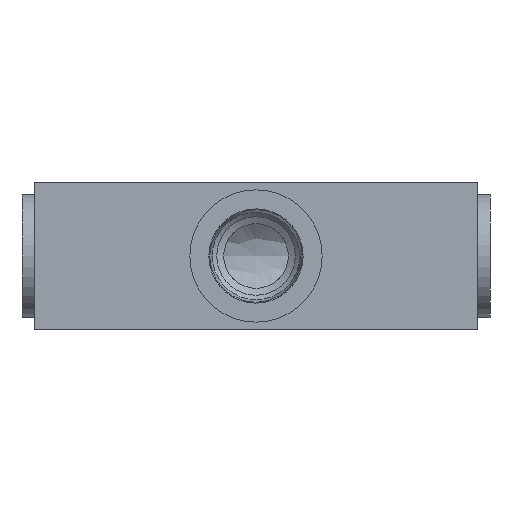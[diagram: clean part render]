
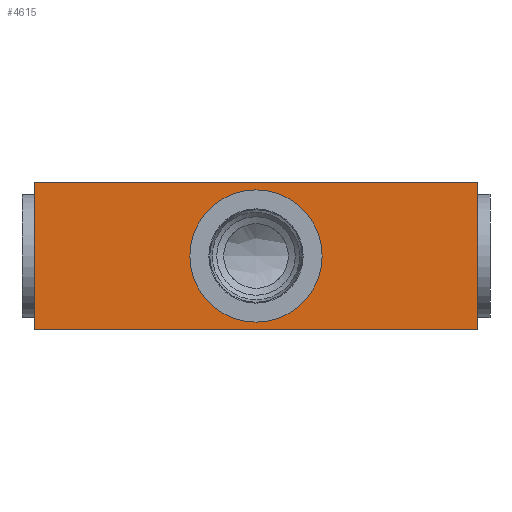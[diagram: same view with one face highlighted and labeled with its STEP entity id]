
A CAD part, front view. The second image highlights one B-rep face of the part: STEP entity #4615.
In plain terms, the highlighted planar face has unit normal (0, -1, 0).
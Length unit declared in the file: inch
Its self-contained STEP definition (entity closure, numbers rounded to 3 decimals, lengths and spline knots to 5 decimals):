
#2743=CARTESIAN_POINT('',(0.0,0.0,0.75));
#2744=VERTEX_POINT('',#2743);
#2751=CARTESIAN_POINT('',(4.5,0.0,0.75));
#2752=VERTEX_POINT('',#2751);
#2753=CARTESIAN_POINT('',(4.5,0.0,0.75));
#2754=DIRECTION('',(-1.0,0.0,0.0));
#2755=VECTOR('',#2754,4.5);
#2756=LINE('',#2753,#2755);
#2757=EDGE_CURVE('',#2752,#2744,#2756,.T.);
#3153=CARTESIAN_POINT('',(2.922,0.0,0.));
#3154=VERTEX_POINT('',#3153);
#3155=CARTESIAN_POINT('',(2.25,0.0,0.0));
#3156=DIRECTION('',(0.0,1.0,0.0));
#3157=DIRECTION('',(-1.0,0.0,0.0));
#3158=AXIS2_PLACEMENT_3D('',#3155,#3156,#3157);
#3159=CIRCLE('',#3158,0.672);
#3160=EDGE_CURVE('',#3154,#3154,#3159,.T.);
#3856=CARTESIAN_POINT('',(0.0,0.0,-0.75));
#3857=VERTEX_POINT('',#3856);
#3864=CARTESIAN_POINT('',(0.0,0.0,0.75));
#3865=DIRECTION('',(0.0,0.0,-1.0));
#3866=VECTOR('',#3865,1.5);
#3867=LINE('',#3864,#3866);
#3868=EDGE_CURVE('',#2744,#3857,#3867,.T.);
#4137=CARTESIAN_POINT('',(4.5,0.0,-0.75));
#4138=VERTEX_POINT('',#4137);
#4139=CARTESIAN_POINT('',(4.5,0.0,-0.75));
#4140=DIRECTION('',(0.0,0.0,1.0));
#4141=VECTOR('',#4140,1.5);
#4142=LINE('',#4139,#4141);
#4143=EDGE_CURVE('',#4138,#2752,#4142,.T.);
#4203=CARTESIAN_POINT('',(0.0,0.0,-0.75));
#4204=DIRECTION('',(1.0,0.0,0.0));
#4205=VECTOR('',#4204,4.5);
#4206=LINE('',#4203,#4205);
#4207=EDGE_CURVE('',#3857,#4138,#4206,.T.);
#4601=CARTESIAN_POINT('',(4.5,0.0,0.0));
#4602=DIRECTION('',(0.0,-1.0,0.0));
#4603=DIRECTION('',(0.0,0.0,-1.0));
#4604=AXIS2_PLACEMENT_3D('',#4601,#4602,#4603);
#4605=PLANE('',#4604);
#4606=ORIENTED_EDGE('',*,*,#2757,.T.);
#4607=ORIENTED_EDGE('',*,*,#3868,.T.);
#4608=ORIENTED_EDGE('',*,*,#4207,.T.);
#4609=ORIENTED_EDGE('',*,*,#4143,.T.);
#4610=EDGE_LOOP('',(#4606,#4607,#4608,#4609));
#4611=FACE_OUTER_BOUND('',#4610,.T.);
#4612=ORIENTED_EDGE('',*,*,#3160,.T.);
#4613=EDGE_LOOP('',(#4612));
#4614=FACE_BOUND('',#4613,.T.);
#4615=ADVANCED_FACE('',(#4611,#4614),#4605,.T.);
